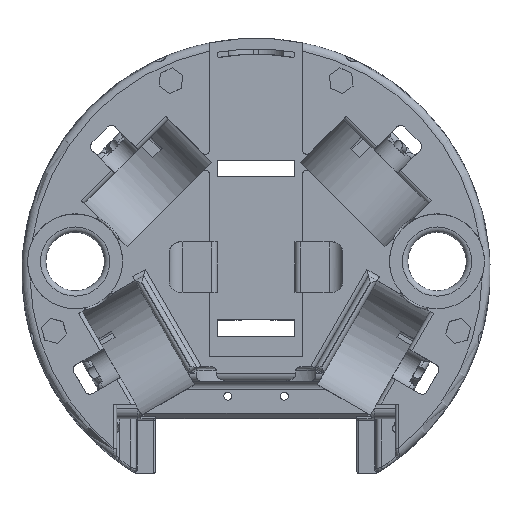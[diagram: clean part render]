
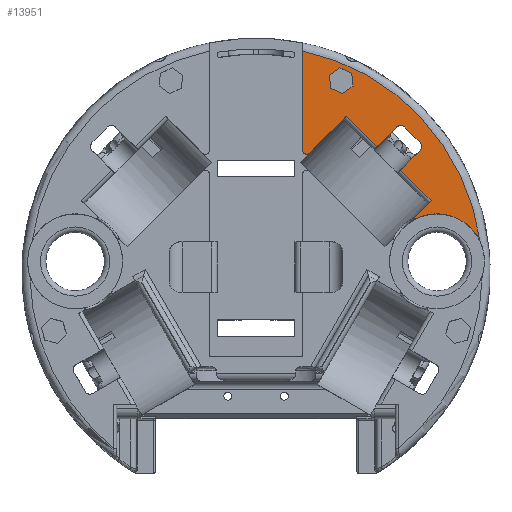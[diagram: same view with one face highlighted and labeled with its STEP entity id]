
A CAD part, top view. The second image highlights one B-rep face of the part: STEP entity #13951.
In plain terms, the highlighted planar face has unit normal (0, 0, 1).
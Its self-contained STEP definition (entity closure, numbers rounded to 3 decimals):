
#955=LINE('',#31720,#1996);
#961=LINE('',#31729,#2002);
#966=LINE('',#31742,#2007);
#967=LINE('',#31744,#2008);
#968=LINE('',#31748,#2009);
#969=LINE('',#31752,#2010);
#970=LINE('',#31754,#2011);
#971=LINE('',#31756,#2012);
#972=LINE('',#31762,#2013);
#973=LINE('',#31764,#2014);
#974=LINE('',#31766,#2015);
#975=LINE('',#31768,#2016);
#976=LINE('',#31770,#2017);
#977=LINE('',#31771,#2018);
#1996=VECTOR('',#18542,10.);
#2002=VECTOR('',#18552,10.);
#2007=VECTOR('',#18569,10.);
#2008=VECTOR('',#18570,10.);
#2009=VECTOR('',#18573,10.);
#2010=VECTOR('',#18576,10.);
#2011=VECTOR('',#18577,10.);
#2012=VECTOR('',#18578,10.);
#2013=VECTOR('',#18583,10.);
#2014=VECTOR('',#18584,10.);
#2015=VECTOR('',#18585,10.);
#2016=VECTOR('',#18586,10.);
#2017=VECTOR('',#18587,10.);
#2018=VECTOR('',#18588,10.);
#2602=FACE_BOUND('',#4304,.T.);
#2866=PLANE('',#15247);
#3480=FACE_OUTER_BOUND('',#4303,.T.);
#4303=EDGE_LOOP('',(#12077,#12078,#12079,#12080,#12081,#12082,#12083,#12084,
#12085,#12086,#12087,#12088,#12089,#12090));
#4304=EDGE_LOOP('',(#12091,#12092,#12093,#12094,#12095,#12096));
#4793=CIRCLE('',#14543,85.);
#5111=CIRCLE('',#15236,1.5);
#5115=CIRCLE('',#15248,2.);
#5116=CIRCLE('',#15249,2.);
#5117=CIRCLE('',#15250,0.4);
#5118=CIRCLE('',#15251,17.85);
#6112=VERTEX_POINT('',#27309);
#6113=VERTEX_POINT('',#27320);
#6691=VERTEX_POINT('',#31704);
#6692=VERTEX_POINT('',#31705);
#6697=VERTEX_POINT('',#31718);
#6700=VERTEX_POINT('',#31741);
#6701=VERTEX_POINT('',#31743);
#6702=VERTEX_POINT('',#31745);
#6703=VERTEX_POINT('',#31747);
#6704=VERTEX_POINT('',#31749);
#6705=VERTEX_POINT('',#31751);
#6706=VERTEX_POINT('',#31753);
#6707=VERTEX_POINT('',#31755);
#6708=VERTEX_POINT('',#31757);
#6709=VERTEX_POINT('',#31760);
#6710=VERTEX_POINT('',#31761);
#6711=VERTEX_POINT('',#31763);
#6712=VERTEX_POINT('',#31765);
#6713=VERTEX_POINT('',#31767);
#6714=VERTEX_POINT('',#31769);
#7627=EDGE_CURVE('',#6112,#6113,#4793,.T.);
#8571=EDGE_CURVE('',#6691,#6692,#5111,.T.);
#8579=EDGE_CURVE('',#6691,#6697,#955,.T.);
#8585=EDGE_CURVE('',#6112,#6692,#961,.T.);
#8591=EDGE_CURVE('',#6700,#6697,#966,.T.);
#8592=EDGE_CURVE('',#6700,#6701,#967,.T.);
#8593=EDGE_CURVE('',#6702,#6701,#5115,.T.);
#8594=EDGE_CURVE('',#6702,#6703,#968,.T.);
#8595=EDGE_CURVE('',#6704,#6703,#5116,.T.);
#8596=EDGE_CURVE('',#6704,#6705,#969,.T.);
#8597=EDGE_CURVE('',#6706,#6705,#970,.T.);
#8598=EDGE_CURVE('',#6706,#6707,#971,.T.);
#8599=EDGE_CURVE('',#6708,#6707,#5117,.T.);
#8600=EDGE_CURVE('',#6708,#6113,#5118,.T.);
#8601=EDGE_CURVE('',#6709,#6710,#972,.T.);
#8602=EDGE_CURVE('',#6710,#6711,#973,.T.);
#8603=EDGE_CURVE('',#6711,#6712,#974,.T.);
#8604=EDGE_CURVE('',#6712,#6713,#975,.T.);
#8605=EDGE_CURVE('',#6713,#6714,#976,.T.);
#8606=EDGE_CURVE('',#6714,#6709,#977,.T.);
#12077=ORIENTED_EDGE('',*,*,#8571,.F.);
#12078=ORIENTED_EDGE('',*,*,#8579,.T.);
#12079=ORIENTED_EDGE('',*,*,#8591,.F.);
#12080=ORIENTED_EDGE('',*,*,#8592,.T.);
#12081=ORIENTED_EDGE('',*,*,#8593,.F.);
#12082=ORIENTED_EDGE('',*,*,#8594,.T.);
#12083=ORIENTED_EDGE('',*,*,#8595,.F.);
#12084=ORIENTED_EDGE('',*,*,#8596,.T.);
#12085=ORIENTED_EDGE('',*,*,#8597,.F.);
#12086=ORIENTED_EDGE('',*,*,#8598,.T.);
#12087=ORIENTED_EDGE('',*,*,#8599,.F.);
#12088=ORIENTED_EDGE('',*,*,#8600,.T.);
#12089=ORIENTED_EDGE('',*,*,#7627,.F.);
#12090=ORIENTED_EDGE('',*,*,#8585,.T.);
#12091=ORIENTED_EDGE('',*,*,#8601,.T.);
#12092=ORIENTED_EDGE('',*,*,#8602,.T.);
#12093=ORIENTED_EDGE('',*,*,#8603,.T.);
#12094=ORIENTED_EDGE('',*,*,#8604,.T.);
#12095=ORIENTED_EDGE('',*,*,#8605,.T.);
#12096=ORIENTED_EDGE('',*,*,#8606,.T.);
#13951=ADVANCED_FACE('',(#3480,#2602),#2866,.T.);
#14543=AXIS2_PLACEMENT_3D('',#27321,#16644,#16645);
#15236=AXIS2_PLACEMENT_3D('',#31706,#18529,#18530);
#15247=AXIS2_PLACEMENT_3D('',#31740,#18567,#18568);
#15248=AXIS2_PLACEMENT_3D('',#31746,#18571,#18572);
#15249=AXIS2_PLACEMENT_3D('',#31750,#18574,#18575);
#15250=AXIS2_PLACEMENT_3D('',#31758,#18579,#18580);
#15251=AXIS2_PLACEMENT_3D('',#31759,#18581,#18582);
#16644=DIRECTION('center_axis',(0.,0.,-1.));
#16645=DIRECTION('ref_axis',(-1.,0.,0.));
#18529=DIRECTION('center_axis',(0.,0.,-1.));
#18530=DIRECTION('ref_axis',(-0.383,-0.924,0.));
#18542=DIRECTION('',(0.707,0.707,0.));
#18552=DIRECTION('',(0.,-1.,0.));
#18567=DIRECTION('center_axis',(0.,0.,1.));
#18568=DIRECTION('ref_axis',(1.,0.,0.));
#18569=DIRECTION('',(-0.707,0.707,0.));
#18570=DIRECTION('',(0.707,0.707,0.));
#18571=DIRECTION('center_axis',(0.,0.,1.));
#18572=DIRECTION('ref_axis',(0.,1.,0.));
#18573=DIRECTION('',(0.707,-0.707,0.));
#18574=DIRECTION('center_axis',(0.,0.,1.));
#18575=DIRECTION('ref_axis',(1.,0.,0.));
#18576=DIRECTION('',(-0.707,-0.707,0.));
#18577=DIRECTION('',(-0.707,0.707,0.));
#18578=DIRECTION('',(-0.707,-0.707,0.));
#18579=DIRECTION('center_axis',(0.,0.,-1.));
#18580=DIRECTION('ref_axis',(-0.814,-0.58,0.));
#18581=DIRECTION('center_axis',(0.,0.,-1.));
#18582=DIRECTION('ref_axis',(1.,0.,0.));
#18583=DIRECTION('',(-0.809,-0.588,0.));
#18584=DIRECTION('',(-0.914,0.406,0.));
#18585=DIRECTION('',(-0.105,0.994,0.));
#18586=DIRECTION('',(0.809,0.588,0.));
#18587=DIRECTION('',(0.914,-0.406,0.));
#18588=DIRECTION('',(0.105,-0.994,0.));
#27309=CARTESIAN_POINT('',(17.5,83.179,54.));
#27320=CARTESIAN_POINT('',(84.198,11.65,54.));
#27321=CARTESIAN_POINT('Origin',(0.,0.,54.));
#31704=CARTESIAN_POINT('',(20.061,44.809,54.));
#31705=CARTESIAN_POINT('',(17.5,45.87,54.));
#31706=CARTESIAN_POINT('Origin',(19.,45.87,54.));
#31718=CARTESIAN_POINT('',(33.941,58.69,54.));
#31720=CARTESIAN_POINT('',(2.121,26.87,54.));
#31729=CARTESIAN_POINT('',(17.5,44.25,54.));
#31740=CARTESIAN_POINT('Origin',(0.,0.,54.));
#31741=CARTESIAN_POINT('',(45.432,47.199,54.));
#31742=CARTESIAN_POINT('',(40.128,52.503,54.));
#31743=CARTESIAN_POINT('',(52.856,54.624,54.));
#31744=CARTESIAN_POINT('',(21.744,23.511,54.));
#31745=CARTESIAN_POINT('',(55.685,54.624,54.));
#31746=CARTESIAN_POINT('Origin',(54.27,53.21,54.));
#31747=CARTESIAN_POINT('',(61.695,48.614,54.));
#31748=CARTESIAN_POINT('',(56.922,53.387,54.));
#31749=CARTESIAN_POINT('',(61.695,45.785,54.));
#31750=CARTESIAN_POINT('Origin',(60.281,47.199,54.));
#31751=CARTESIAN_POINT('',(54.27,38.361,54.));
#31752=CARTESIAN_POINT('',(30.582,14.672,54.));
#31753=CARTESIAN_POINT('',(65.761,26.87,54.));
#31754=CARTESIAN_POINT('',(40.128,52.503,54.));
#31755=CARTESIAN_POINT('',(59.736,20.845,54.));
#31756=CARTESIAN_POINT('',(42.073,3.182,54.));
#31757=CARTESIAN_POINT('',(60.194,20.203,54.));
#31758=CARTESIAN_POINT('Origin',(60.019,20.562,54.));
#31759=CARTESIAN_POINT('Origin',(68.,4.15,54.));
#31760=CARTESIAN_POINT('',(36.453,70.021,54.));
#31761=CARTESIAN_POINT('',(32.513,67.154,54.));
#31762=CARTESIAN_POINT('',(7.879,49.232,54.));
#31763=CARTESIAN_POINT('',(28.06,69.133,54.));
#31764=CARTESIAN_POINT('',(31.399,67.649,54.));
#31765=CARTESIAN_POINT('',(27.547,73.979,54.));
#31766=CARTESIAN_POINT('',(31.52,36.416,54.));
#31767=CARTESIAN_POINT('',(31.487,76.846,54.));
#31768=CARTESIAN_POINT('',(0.944,54.624,54.));
#31769=CARTESIAN_POINT('',(35.94,74.867,54.));
#31770=CARTESIAN_POINT('',(32.601,76.351,54.));
#31771=CARTESIAN_POINT('',(39.657,39.727,54.));
